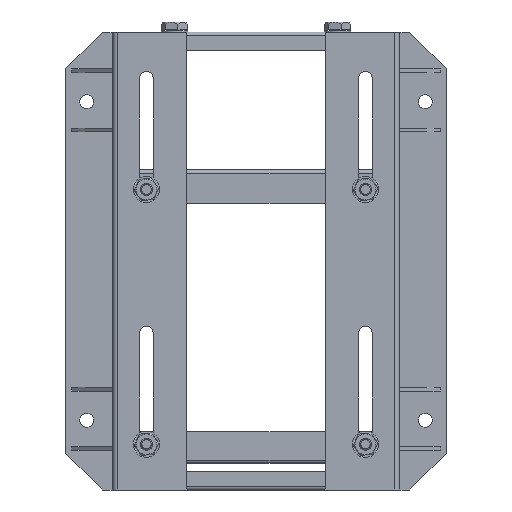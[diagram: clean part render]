
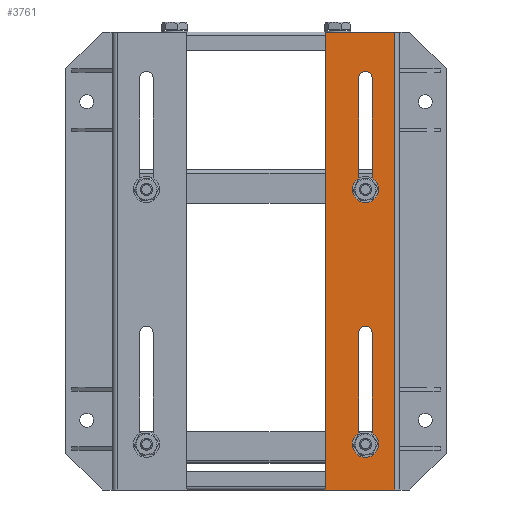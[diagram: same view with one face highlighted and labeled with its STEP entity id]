
A CAD part, front view. The second image highlights one B-rep face of the part: STEP entity #3761.
In plain terms, the highlighted planar face has unit normal (0, -1, 0).
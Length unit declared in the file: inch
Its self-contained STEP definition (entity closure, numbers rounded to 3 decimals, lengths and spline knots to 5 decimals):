
#215 = DIRECTION ( 'NONE',  ( 0., 0., 1. ) ) ;
#348 = CARTESIAN_POINT ( 'NONE',  ( 6.82745, -1.72899, 14.375 ) ) ;
#499 = FACE_OUTER_BOUND ( 'NONE', #9055, .T. ) ;
#519 = EDGE_CURVE ( 'NONE', #8170, #5704, #5612, .T. ) ;
#653 = DIRECTION ( 'NONE',  ( 0., 0., 1. ) ) ;
#887 = CARTESIAN_POINT ( 'NONE',  ( 6.82745, -1.72899, 11.50394 ) ) ;
#1683 = LINE ( 'NONE', #2843, #20345 ) ;
#1822 = DIRECTION ( 'NONE',  ( 0., -1., 0. ) ) ;
#2081 = DIRECTION ( 'NONE',  ( 0., -1., 0. ) ) ;
#2611 = AXIS2_PLACEMENT_3D ( 'NONE', #10537, #17111, #5385 ) ;
#2843 = CARTESIAN_POINT ( 'NONE',  ( 6.00068, -1.72899, 14.375 ) ) ;
#3387 = VERTEX_POINT ( 'NONE', #15406 ) ;
#3489 = DIRECTION ( 'NONE',  ( 0., 0., 1. ) ) ;
#3509 = CIRCLE ( 'NONE', #7525, 0.41339 ) ;
#3531 = VERTEX_POINT ( 'NONE', #10629 ) ;
#3612 = CARTESIAN_POINT ( 'NONE',  ( 6.82745, -1.72899, -11.50394 ) ) ;
#3675 = VECTOR ( 'NONE', #4712, 39.37008 ) ;
#3761 = ADVANCED_FACE ( 'NONE', ( #499, #15729, #14691 ), #14895, .F. ) ;
#3821 = EDGE_CURVE ( 'NONE', #18290, #6931, #6218, .T. ) ;
#4134 = EDGE_CURVE ( 'NONE', #4929, #3387, #20710, .T. ) ;
#4304 = DIRECTION ( 'NONE',  ( 0., 0., 1. ) ) ;
#4396 = EDGE_CURVE ( 'NONE', #3387, #20016, #17273, .T. ) ;
#4416 = DIRECTION ( 'NONE',  ( 1., 0., 0. ) ) ;
#4441 = DIRECTION ( 'NONE',  ( 0., 0., 1. ) ) ;
#4613 = VECTOR ( 'NONE', #13809, 39.37008 ) ;
#4691 = VERTEX_POINT ( 'NONE', #19465 ) ;
#4712 = DIRECTION ( 'NONE',  ( 0., 0., -1. ) ) ;
#4929 = VERTEX_POINT ( 'NONE', #18564 ) ;
#4938 = EDGE_CURVE ( 'NONE', #4691, #6531, #16004, .T. ) ;
#5028 = ORIENTED_EDGE ( 'NONE', *, *, #21368, .F. ) ;
#5184 = CARTESIAN_POINT ( 'NONE',  ( 3.89635, -1.72899, 14.375 ) ) ;
#5239 = DIRECTION ( 'NONE',  ( 0., 0., 1. ) ) ;
#5385 = DIRECTION ( 'NONE',  ( 0., 0., 1. ) ) ;
#5562 = CARTESIAN_POINT ( 'NONE',  ( 3.89635, -1.72899, -14.375 ) ) ;
#5612 = CIRCLE ( 'NONE', #2611, 0.41339 ) ;
#5704 = VERTEX_POINT ( 'NONE', #19904 ) ;
#5787 = CARTESIAN_POINT ( 'NONE',  ( 6.82745, -1.72899, -4.49606 ) ) ;
#5898 = EDGE_CURVE ( 'NONE', #6531, #17696, #1683, .T. ) ;
#6218 = LINE ( 'NONE', #348, #18899 ) ;
#6336 = EDGE_CURVE ( 'NONE', #19330, #4929, #13530, .T. ) ;
#6499 = EDGE_CURVE ( 'NONE', #7501, #20736, #20280, .T. ) ;
#6514 = CARTESIAN_POINT ( 'NONE',  ( 6.00068, -1.72899, 14.375 ) ) ;
#6531 = VERTEX_POINT ( 'NONE', #19697 ) ;
#6670 = CARTESIAN_POINT ( 'NONE',  ( 6.41407, -1.72899, -4.49606 ) ) ;
#6931 = VERTEX_POINT ( 'NONE', #5787 ) ;
#7028 = EDGE_CURVE ( 'NONE', #3531, #8170, #19227, .T. ) ;
#7039 = VECTOR ( 'NONE', #4441, 39.37008 ) ;
#7233 = ORIENTED_EDGE ( 'NONE', *, *, #6336, .F. ) ;
#7501 = VERTEX_POINT ( 'NONE', #19342 ) ;
#7525 = AXIS2_PLACEMENT_3D ( 'NONE', #16785, #11881, #13648 ) ;
#7900 = EDGE_CURVE ( 'NONE', #20736, #3531, #12117, .T. ) ;
#8170 = VERTEX_POINT ( 'NONE', #887 ) ;
#8205 = CARTESIAN_POINT ( 'NONE',  ( 6.00068, -1.72899, 4.49606 ) ) ;
#8521 = VECTOR ( 'NONE', #19710, 39.37008 ) ;
#8527 = DIRECTION ( 'NONE',  ( 0., 0., 1. ) ) ;
#9055 = EDGE_LOOP ( 'NONE', ( #5028, #17858, #14365, #7233 ) ) ;
#9156 = VECTOR ( 'NONE', #4416, 39.37008 ) ;
#9432 = CARTESIAN_POINT ( 'NONE',  ( 6.82745, -1.72899, 14.375 ) ) ;
#9672 = LINE ( 'NONE', #5184, #18990 ) ;
#10173 = DIRECTION ( 'NONE',  ( 0., 1., 0. ) ) ;
#10537 = CARTESIAN_POINT ( 'NONE',  ( 6.41407, -1.72899, 11.50394 ) ) ;
#10629 = CARTESIAN_POINT ( 'NONE',  ( 6.82745, -1.72899, 4.49606 ) ) ;
#10983 = DIRECTION ( 'NONE',  ( 0., -1., 0. ) ) ;
#11698 = AXIS2_PLACEMENT_3D ( 'NONE', #17355, #20655, #14051 ) ;
#11748 = EDGE_CURVE ( 'NONE', #6931, #4691, #17707, .T. ) ;
#11845 = AXIS2_PLACEMENT_3D ( 'NONE', #19083, #10983, #4304 ) ;
#11881 = DIRECTION ( 'NONE',  ( 0., -1., 0. ) ) ;
#11898 = EDGE_CURVE ( 'NONE', #17696, #18290, #12513, .T. ) ;
#11903 = CARTESIAN_POINT ( 'NONE',  ( -9.45798, -1.72899, 14.375 ) ) ;
#12117 = CIRCLE ( 'NONE', #11845, 0.41339 ) ;
#12218 = ORIENTED_EDGE ( 'NONE', *, *, #519, .F. ) ;
#12293 = AXIS2_PLACEMENT_3D ( 'NONE', #11903, #10173, #5239 ) ;
#12513 = CIRCLE ( 'NONE', #11698, 0.41339 ) ;
#12992 = CARTESIAN_POINT ( 'NONE',  ( 6.00068, -1.72899, -11.50394 ) ) ;
#13160 = CARTESIAN_POINT ( 'NONE',  ( 8.26302, -1.72899, 14.375 ) ) ;
#13393 = ORIENTED_EDGE ( 'NONE', *, *, #11748, .F. ) ;
#13478 = ORIENTED_EDGE ( 'NONE', *, *, #19832, .F. ) ;
#13530 = LINE ( 'NONE', #19277, #9156 ) ;
#13540 = CARTESIAN_POINT ( 'NONE',  ( 3.89635, -1.72899, 14.375 ) ) ;
#13648 = DIRECTION ( 'NONE',  ( 0., 0., 1. ) ) ;
#13809 = DIRECTION ( 'NONE',  ( -1., 0., 0. ) ) ;
#14051 = DIRECTION ( 'NONE',  ( 0., 0., 1. ) ) ;
#14365 = ORIENTED_EDGE ( 'NONE', *, *, #4134, .F. ) ;
#14691 = FACE_BOUND ( 'NONE', #20433, .T. ) ;
#14895 = PLANE ( 'NONE',  #12293 ) ;
#15034 = AXIS2_PLACEMENT_3D ( 'NONE', #6670, #1822, #3489 ) ;
#15108 = ORIENTED_EDGE ( 'NONE', *, *, #5898, .F. ) ;
#15245 = CARTESIAN_POINT ( 'NONE',  ( -9.45798, -1.72899, -14.375 ) ) ;
#15406 = CARTESIAN_POINT ( 'NONE',  ( 8.26302, -1.72899, -14.375 ) ) ;
#15595 = ORIENTED_EDGE ( 'NONE', *, *, #4938, .F. ) ;
#15729 = FACE_BOUND ( 'NONE', #19384, .T. ) ;
#16004 = CIRCLE ( 'NONE', #15034, 0.41339 ) ;
#16332 = ORIENTED_EDGE ( 'NONE', *, *, #11898, .F. ) ;
#16785 = CARTESIAN_POINT ( 'NONE',  ( 6.41407, -1.72899, 11.50394 ) ) ;
#17111 = DIRECTION ( 'NONE',  ( 0., -1., 0. ) ) ;
#17273 = LINE ( 'NONE', #15245, #4613 ) ;
#17355 = CARTESIAN_POINT ( 'NONE',  ( 6.41407, -1.72899, -11.50394 ) ) ;
#17670 = DIRECTION ( 'NONE',  ( 0., 0., -1. ) ) ;
#17696 = VERTEX_POINT ( 'NONE', #12992 ) ;
#17707 = CIRCLE ( 'NONE', #18616, 0.41339 ) ;
#17858 = ORIENTED_EDGE ( 'NONE', *, *, #4396, .F. ) ;
#18000 = ORIENTED_EDGE ( 'NONE', *, *, #7028, .F. ) ;
#18290 = VERTEX_POINT ( 'NONE', #3612 ) ;
#18564 = CARTESIAN_POINT ( 'NONE',  ( 8.26302, -1.72899, 14.375 ) ) ;
#18616 = AXIS2_PLACEMENT_3D ( 'NONE', #18825, #2081, #653 ) ;
#18825 = CARTESIAN_POINT ( 'NONE',  ( 6.41407, -1.72899, -4.49606 ) ) ;
#18899 = VECTOR ( 'NONE', #215, 39.37008 ) ;
#18990 = VECTOR ( 'NONE', #8527, 39.37008 ) ;
#19083 = CARTESIAN_POINT ( 'NONE',  ( 6.41407, -1.72899, 4.49606 ) ) ;
#19227 = LINE ( 'NONE', #9432, #7039 ) ;
#19277 = CARTESIAN_POINT ( 'NONE',  ( -9.45798, -1.72899, 14.375 ) ) ;
#19330 = VERTEX_POINT ( 'NONE', #13540 ) ;
#19342 = CARTESIAN_POINT ( 'NONE',  ( 6.00068, -1.72899, 11.50394 ) ) ;
#19384 = EDGE_LOOP ( 'NONE', ( #13393, #20922, #16332, #15108, #15595 ) ) ;
#19465 = CARTESIAN_POINT ( 'NONE',  ( 6.41407, -1.72899, -4.08268 ) ) ;
#19697 = CARTESIAN_POINT ( 'NONE',  ( 6.00068, -1.72899, -4.49606 ) ) ;
#19710 = DIRECTION ( 'NONE',  ( 0., 0., -1. ) ) ;
#19757 = ORIENTED_EDGE ( 'NONE', *, *, #6499, .F. ) ;
#19832 = EDGE_CURVE ( 'NONE', #5704, #7501, #3509, .T. ) ;
#19904 = CARTESIAN_POINT ( 'NONE',  ( 6.41407, -1.72899, 11.91732 ) ) ;
#20016 = VERTEX_POINT ( 'NONE', #5562 ) ;
#20280 = LINE ( 'NONE', #6514, #3675 ) ;
#20345 = VECTOR ( 'NONE', #17670, 39.37008 ) ;
#20433 = EDGE_LOOP ( 'NONE', ( #21280, #19757, #13478, #12218, #18000 ) ) ;
#20655 = DIRECTION ( 'NONE',  ( 0., -1., 0. ) ) ;
#20710 = LINE ( 'NONE', #13160, #8521 ) ;
#20736 = VERTEX_POINT ( 'NONE', #8205 ) ;
#20922 = ORIENTED_EDGE ( 'NONE', *, *, #3821, .F. ) ;
#21280 = ORIENTED_EDGE ( 'NONE', *, *, #7900, .F. ) ;
#21368 = EDGE_CURVE ( 'NONE', #20016, #19330, #9672, .T. ) ;
